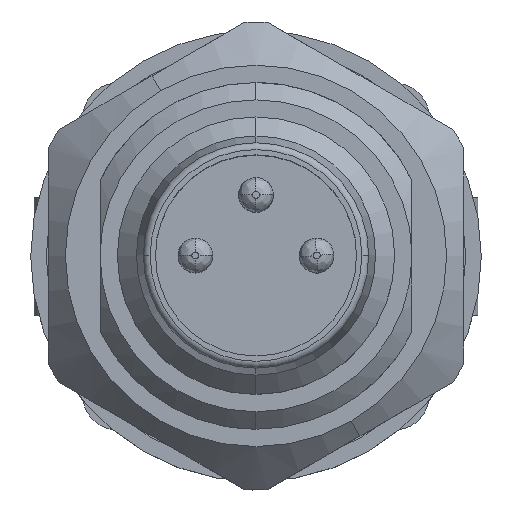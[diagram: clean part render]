
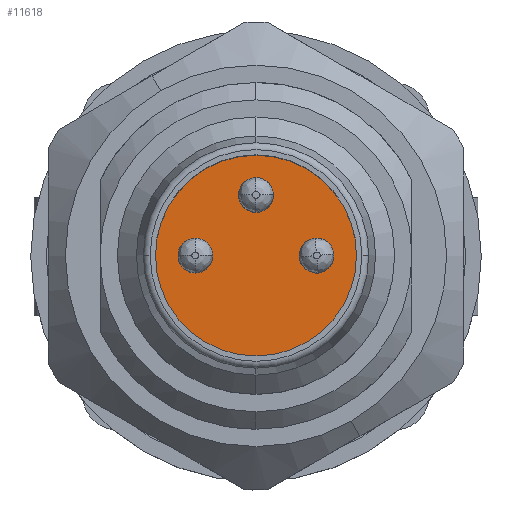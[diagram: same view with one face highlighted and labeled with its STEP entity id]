
A CAD part, top view. The second image highlights one B-rep face of the part: STEP entity #11618.
In plain terms, the highlighted planar face has unit normal (0, 0, 1).
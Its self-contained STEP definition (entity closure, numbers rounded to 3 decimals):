
#11438=AXIS2_PLACEMENT_3D('Circle Axis2P3D',#11436,#11437,$) ;
#11456=AXIS2_PLACEMENT_3D('Circle Axis2P3D',#11454,#11455,$) ;
#11488=AXIS2_PLACEMENT_3D('Circle Axis2P3D',#11486,#11487,$) ;
#11506=AXIS2_PLACEMENT_3D('Circle Axis2P3D',#11504,#11505,$) ;
#11538=AXIS2_PLACEMENT_3D('Circle Axis2P3D',#11536,#11537,$) ;
#11556=AXIS2_PLACEMENT_3D('Circle Axis2P3D',#11554,#11555,$) ;
#11570=AXIS2_PLACEMENT_3D('Plane Axis2P3D',#11567,#11568,#11569) ;
#11574=AXIS2_PLACEMENT_3D('Circle Axis2P3D',#11572,#11573,$) ;
#11583=AXIS2_PLACEMENT_3D('Circle Axis2P3D',#11581,#11582,$) ;
#11590=AXIS2_PLACEMENT_3D('Circle Axis2P3D',#11588,#11589,$) ;
#11597=AXIS2_PLACEMENT_3D('Circle Axis2P3D',#11595,#11596,$) ;
#11426=CARTESIAN_POINT('Vertex',(4.25,6.75,19.1)) ;
#11433=CARTESIAN_POINT('Vertex',(5.25,6.75,19.1)) ;
#11436=CARTESIAN_POINT('Axis2P3D Location',(4.75,6.75,19.1)) ;
#11454=CARTESIAN_POINT('Axis2P3D Location',(4.75,6.75,19.1)) ;
#11476=CARTESIAN_POINT('Vertex',(6.,8.5,19.1)) ;
#11483=CARTESIAN_POINT('Vertex',(7.,8.5,19.1)) ;
#11486=CARTESIAN_POINT('Axis2P3D Location',(6.5,8.5,19.1)) ;
#11504=CARTESIAN_POINT('Axis2P3D Location',(6.5,8.5,19.1)) ;
#11526=CARTESIAN_POINT('Vertex',(7.752,6.705,19.1)) ;
#11533=CARTESIAN_POINT('Vertex',(8.748,6.795,19.1)) ;
#11536=CARTESIAN_POINT('Axis2P3D Location',(8.25,6.75,19.1)) ;
#11554=CARTESIAN_POINT('Axis2P3D Location',(8.25,6.75,19.1)) ;
#11567=CARTESIAN_POINT('Axis2P3D Location',(6.5,6.75,19.1)) ;
#11572=CARTESIAN_POINT('Axis2P3D Location',(6.5,6.75,19.1)) ;
#11576=CARTESIAN_POINT('Vertex',(6.5,3.85,19.1)) ;
#11578=CARTESIAN_POINT('Vertex',(9.4,6.75,19.1)) ;
#11581=CARTESIAN_POINT('Axis2P3D Location',(6.5,6.75,19.1)) ;
#11585=CARTESIAN_POINT('Vertex',(6.5,9.65,19.1)) ;
#11588=CARTESIAN_POINT('Axis2P3D Location',(6.5,6.75,19.1)) ;
#11592=CARTESIAN_POINT('Vertex',(3.6,6.75,19.1)) ;
#11595=CARTESIAN_POINT('Axis2P3D Location',(6.5,6.75,19.1)) ;
#11437=DIRECTION('Axis2P3D Direction',(0.,0.,1.)) ;
#11455=DIRECTION('Axis2P3D Direction',(0.,0.,1.)) ;
#11487=DIRECTION('Axis2P3D Direction',(0.,0.,1.)) ;
#11505=DIRECTION('Axis2P3D Direction',(0.,0.,1.)) ;
#11537=DIRECTION('Axis2P3D Direction',(0.,-0.,1.)) ;
#11555=DIRECTION('Axis2P3D Direction',(0.,-0.,1.)) ;
#11568=DIRECTION('Axis2P3D Direction',(0.,0.,-1.)) ;
#11569=DIRECTION('Axis2P3D XDirection',(-1.,0.,0.)) ;
#11573=DIRECTION('Axis2P3D Direction',(0.,0.,-1.)) ;
#11582=DIRECTION('Axis2P3D Direction',(0.,0.,-1.)) ;
#11589=DIRECTION('Axis2P3D Direction',(0.,0.,-1.)) ;
#11596=DIRECTION('Axis2P3D Direction',(0.,0.,-1.)) ;
#11601=ORIENTED_EDGE('',*,*,#11580,.T.) ;
#11602=ORIENTED_EDGE('',*,*,#11587,.T.) ;
#11603=ORIENTED_EDGE('',*,*,#11594,.T.) ;
#11604=ORIENTED_EDGE('',*,*,#11599,.T.) ;
#11607=ORIENTED_EDGE('',*,*,#11540,.F.) ;
#11608=ORIENTED_EDGE('',*,*,#11558,.F.) ;
#11611=ORIENTED_EDGE('',*,*,#11490,.F.) ;
#11612=ORIENTED_EDGE('',*,*,#11508,.F.) ;
#11615=ORIENTED_EDGE('',*,*,#11440,.F.) ;
#11616=ORIENTED_EDGE('',*,*,#11458,.F.) ;
#11609=FACE_BOUND('',#11606,.T.) ;
#11613=FACE_BOUND('',#11610,.T.) ;
#11617=FACE_BOUND('',#11614,.T.) ;
#11618=ADVANCED_FACE('V2',(#11605,#11609,#11613,#11617),#11571,.F.) ;
#11439=CIRCLE('generated circle',#11438,0.5) ;
#11457=CIRCLE('generated circle',#11456,0.5) ;
#11489=CIRCLE('generated circle',#11488,0.5) ;
#11507=CIRCLE('generated circle',#11506,0.5) ;
#11539=CIRCLE('generated circle',#11538,0.5) ;
#11557=CIRCLE('generated circle',#11556,0.5) ;
#11575=CIRCLE('generated circle',#11574,2.9) ;
#11584=CIRCLE('generated circle',#11583,2.9) ;
#11591=CIRCLE('generated circle',#11590,2.9) ;
#11598=CIRCLE('generated circle',#11597,2.9) ;
#11440=EDGE_CURVE('',#11434,#11427,#11439,.T.) ;
#11458=EDGE_CURVE('',#11427,#11434,#11457,.T.) ;
#11490=EDGE_CURVE('',#11484,#11477,#11489,.T.) ;
#11508=EDGE_CURVE('',#11477,#11484,#11507,.T.) ;
#11540=EDGE_CURVE('',#11534,#11527,#11539,.T.) ;
#11558=EDGE_CURVE('',#11527,#11534,#11557,.T.) ;
#11580=EDGE_CURVE('',#11577,#11579,#11575,.F.) ;
#11587=EDGE_CURVE('',#11579,#11586,#11584,.F.) ;
#11594=EDGE_CURVE('',#11586,#11593,#11591,.F.) ;
#11599=EDGE_CURVE('',#11593,#11577,#11598,.F.) ;
#11600=EDGE_LOOP('',(#11601,#11602,#11603,#11604)) ;
#11606=EDGE_LOOP('',(#11607,#11608)) ;
#11610=EDGE_LOOP('',(#11611,#11612)) ;
#11614=EDGE_LOOP('',(#11615,#11616)) ;
#11605=FACE_OUTER_BOUND('',#11600,.T.) ;
#11571=PLANE('',#11570) ;
#11427=VERTEX_POINT('',#11426) ;
#11434=VERTEX_POINT('',#11433) ;
#11477=VERTEX_POINT('',#11476) ;
#11484=VERTEX_POINT('',#11483) ;
#11527=VERTEX_POINT('',#11526) ;
#11534=VERTEX_POINT('',#11533) ;
#11577=VERTEX_POINT('',#11576) ;
#11579=VERTEX_POINT('',#11578) ;
#11586=VERTEX_POINT('',#11585) ;
#11593=VERTEX_POINT('',#11592) ;
